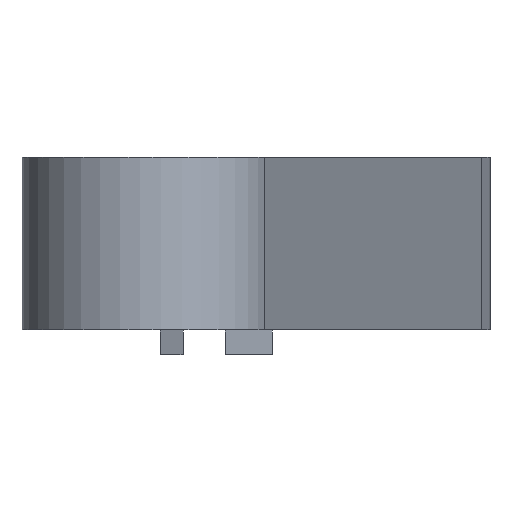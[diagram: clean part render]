
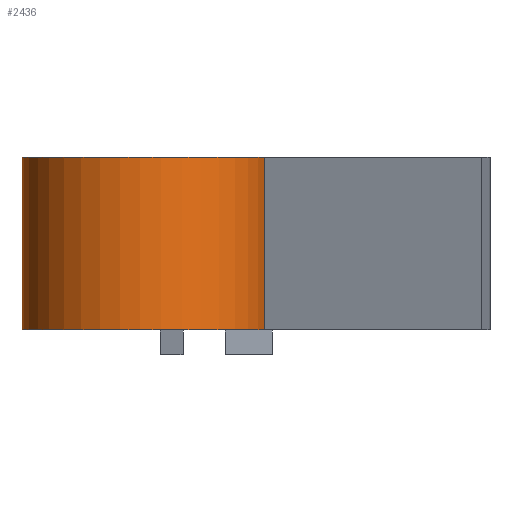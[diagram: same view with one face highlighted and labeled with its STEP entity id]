
A CAD part, front view. The second image highlights one B-rep face of the part: STEP entity #2436.
In plain terms, the highlighted cylindrical face has radius 25 mm (diameter 50 mm), a partial arc.
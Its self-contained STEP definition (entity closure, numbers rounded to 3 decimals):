
#39 = EDGE_LOOP ( 'NONE', ( #3233, #3100, #1829, #3546 ) ) ;
#60 = DIRECTION ( 'NONE',  ( 0., 0., -1. ) ) ;
#77 = DIRECTION ( 'NONE',  ( -1., 0., 0. ) ) ;
#105 = AXIS2_PLACEMENT_3D ( 'NONE', #1686, #1943, #2806 ) ;
#194 = DIRECTION ( 'NONE',  ( 0., 0., 1. ) ) ;
#374 = CARTESIAN_POINT ( 'NONE',  ( 24.234, -6.141, 0. ) ) ;
#467 = CARTESIAN_POINT ( 'NONE',  ( 0., 0., 35. ) ) ;
#670 = CARTESIAN_POINT ( 'NONE',  ( 0., 0., 35. ) ) ;
#695 = LINE ( 'NONE', #2932, #880 ) ;
#871 = VERTEX_POINT ( 'NONE', #1414 ) ;
#880 = VECTOR ( 'NONE', #1312, 1000. ) ;
#1312 = DIRECTION ( 'NONE',  ( 0., 0., -1. ) ) ;
#1322 = EDGE_CURVE ( 'NONE', #2114, #3120, #2106, .T. ) ;
#1414 = CARTESIAN_POINT ( 'NONE',  ( 24.234, -6.141, 35. ) ) ;
#1596 = DIRECTION ( 'NONE',  ( 1., 0., 0. ) ) ;
#1686 = CARTESIAN_POINT ( 'NONE',  ( 0., 0., 0. ) ) ;
#1807 = EDGE_CURVE ( 'NONE', #3120, #2027, #2800, .T. ) ;
#1829 = ORIENTED_EDGE ( 'NONE', *, *, #1807, .T. ) ;
#1943 = DIRECTION ( 'NONE',  ( 0., 0., 1. ) ) ;
#2013 = CARTESIAN_POINT ( 'NONE',  ( -25., 0., 35. ) ) ;
#2027 = VERTEX_POINT ( 'NONE', #374 ) ;
#2099 = VECTOR ( 'NONE', #2861, 1000. ) ;
#2106 = LINE ( 'NONE', #3090, #2099 ) ;
#2114 = VERTEX_POINT ( 'NONE', #2013 ) ;
#2436 = ADVANCED_FACE ( 'NONE', ( #2535 ), #3180, .T. ) ;
#2535 = FACE_OUTER_BOUND ( 'NONE', #39, .T. ) ;
#2750 = CIRCLE ( 'NONE', #3223, 25. ) ;
#2800 = CIRCLE ( 'NONE', #105, 25. ) ;
#2806 = DIRECTION ( 'NONE',  ( 1., 0., 0. ) ) ;
#2861 = DIRECTION ( 'NONE',  ( 0., 0., -1. ) ) ;
#2912 = EDGE_CURVE ( 'NONE', #871, #2027, #695, .T. ) ;
#2932 = CARTESIAN_POINT ( 'NONE',  ( 24.234, -6.141, 35. ) ) ;
#3001 = EDGE_CURVE ( 'NONE', #2114, #871, #2750, .T. ) ;
#3090 = CARTESIAN_POINT ( 'NONE',  ( -25., 0., 35. ) ) ;
#3100 = ORIENTED_EDGE ( 'NONE', *, *, #1322, .T. ) ;
#3120 = VERTEX_POINT ( 'NONE', #3173 ) ;
#3173 = CARTESIAN_POINT ( 'NONE',  ( -25., 0., 0. ) ) ;
#3180 = CYLINDRICAL_SURFACE ( 'NONE', #3278, 25. ) ;
#3223 = AXIS2_PLACEMENT_3D ( 'NONE', #467, #194, #1596 ) ;
#3233 = ORIENTED_EDGE ( 'NONE', *, *, #3001, .F. ) ;
#3278 = AXIS2_PLACEMENT_3D ( 'NONE', #670, #60, #77 ) ;
#3546 = ORIENTED_EDGE ( 'NONE', *, *, #2912, .F. ) ;
